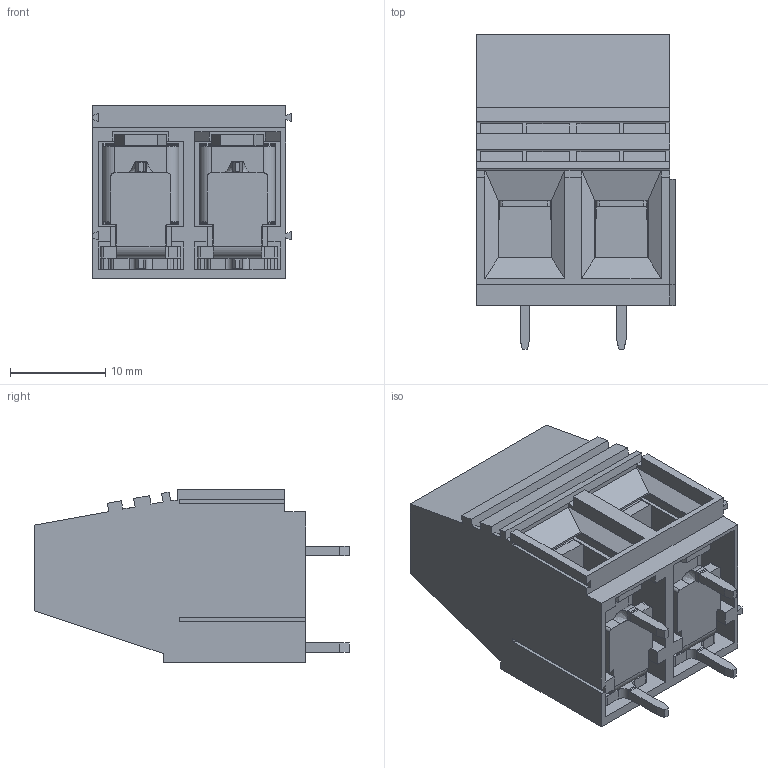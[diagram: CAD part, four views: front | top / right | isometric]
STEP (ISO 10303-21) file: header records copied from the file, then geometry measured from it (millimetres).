
FILE_DESCRIPTION( ( 'Unknown' ), '1' );
FILE_NAME( '691219610002.stp', 'Unknown', ( 'Unknown' ), ( 'Unknown' ), 'PSStep 18.0.17', 'Unknown', ' ' );
FILE_SCHEMA( ( 'AUTOMOTIVE_DESIGN { 1 0 10303 214 1 1 1 1 }' ) );
Length unit declared in the file: millimetre
Products named in the file (6): Assem1; 691219610002; 6912196100xx_PIN2; 6912196100xx_PIN1; 6912196100xx; 6912196100xx_VIS
Assembly tree (9 placements, depth 2):
  Assem1
    691219610002
    6912196100xx_PIN2  x2
    6912196100xx_PIN1  x2
    6912196100xx  x2
    6912196100xx_VIS  x2
Bounding box: 20.92 x 33.1 x 18.3 mm (x, y, z)
Volume: 5290.3 mm3; surface area: 9063.2 mm2
Topology: 9 solids, 9 shells, 544 faces, 1506 edges, 974 vertices
Faces by surface type: plane 374, cylinder 150, torus 10, bspline 8, cone 2
Full cylindrical faces by diameter (mm): 3.7 x2, 4 x2, 4.4 x2, 5.35 x2, 7 x2, 7.3 x2
Entity records: 14317 total; most frequent: CARTESIAN_POINT 2297, ORIENTED_EDGE 1934, DIRECTION 1828, EDGE_CURVE 967, LINE 790, VECTOR 790, VERTEX_POINT 631, AXIS2_PLACEMENT_3D 519
